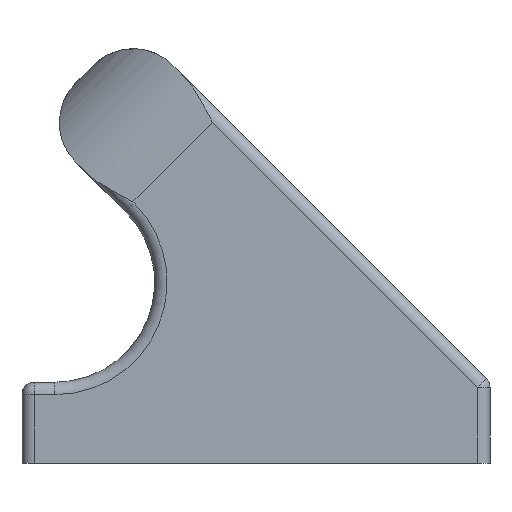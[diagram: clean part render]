
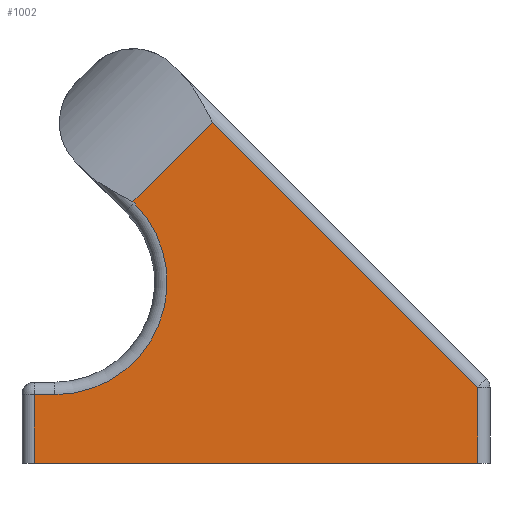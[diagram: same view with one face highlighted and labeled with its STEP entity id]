
A CAD part, left-side view. The second image highlights one B-rep face of the part: STEP entity #1002.
In plain terms, the highlighted planar face has unit normal (-1, 0, 0).
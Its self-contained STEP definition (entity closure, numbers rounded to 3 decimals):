
#80=LINE('',#1789,#163);
#83=LINE('',#1834,#166);
#84=LINE('',#1838,#167);
#85=LINE('',#1840,#168);
#86=LINE('',#1842,#169);
#87=LINE('',#1844,#170);
#88=LINE('',#1845,#171);
#163=VECTOR('',#1303,10.);
#166=VECTOR('',#1312,10.);
#167=VECTOR('',#1315,10.);
#168=VECTOR('',#1316,10.);
#169=VECTOR('',#1317,10.);
#170=VECTOR('',#1318,10.);
#171=VECTOR('',#1319,10.);
#266=FACE_OUTER_BOUND('',#327,.T.);
#327=EDGE_LOOP('',(#791,#792,#793,#794,#795,#796,#797,#798));
#395=CIRCLE('',#1105,9.);
#470=VERTEX_POINT('',#1693);
#475=VERTEX_POINT('',#1756);
#482=VERTEX_POINT('',#1833);
#483=VERTEX_POINT('',#1835);
#484=VERTEX_POINT('',#1837);
#485=VERTEX_POINT('',#1839);
#486=VERTEX_POINT('',#1841);
#487=VERTEX_POINT('',#1843);
#590=EDGE_CURVE('',#470,#475,#80,.T.);
#598=EDGE_CURVE('',#482,#475,#83,.T.);
#599=EDGE_CURVE('',#483,#482,#395,.T.);
#600=EDGE_CURVE('',#484,#483,#84,.T.);
#601=EDGE_CURVE('',#485,#484,#85,.T.);
#602=EDGE_CURVE('',#485,#486,#86,.T.);
#603=EDGE_CURVE('',#487,#486,#87,.T.);
#604=EDGE_CURVE('',#470,#487,#88,.T.);
#791=ORIENTED_EDGE('',*,*,#590,.T.);
#792=ORIENTED_EDGE('',*,*,#598,.F.);
#793=ORIENTED_EDGE('',*,*,#599,.F.);
#794=ORIENTED_EDGE('',*,*,#600,.F.);
#795=ORIENTED_EDGE('',*,*,#601,.F.);
#796=ORIENTED_EDGE('',*,*,#602,.T.);
#797=ORIENTED_EDGE('',*,*,#603,.F.);
#798=ORIENTED_EDGE('',*,*,#604,.F.);
#964=PLANE('',#1104);
#1002=ADVANCED_FACE('',(#266),#964,.F.);
#1104=AXIS2_PLACEMENT_3D('',#1832,#1310,#1311);
#1105=AXIS2_PLACEMENT_3D('',#1836,#1313,#1314);
#1303=DIRECTION('',(0.,0.707,-0.707));
#1310=DIRECTION('center_axis',(1.,0.,0.));
#1311=DIRECTION('ref_axis',(0.,1.,0.));
#1312=DIRECTION('',(0.,0.707,0.707));
#1313=DIRECTION('center_axis',(-1.,0.,0.));
#1314=DIRECTION('ref_axis',(0.,-0.924,-0.383));
#1315=DIRECTION('',(0.,-1.,0.));
#1316=DIRECTION('',(0.,0.,1.));
#1317=DIRECTION('',(0.,-1.,0.));
#1318=DIRECTION('',(0.,0.,-1.));
#1319=DIRECTION('',(0.,-0.707,-0.707));
#1693=CARTESIAN_POINT('',(-30.,2.743,31.329));
#1756=CARTESIAN_POINT('',(-30.,9.107,24.965));
#1789=CARTESIAN_POINT('',(-30.,2.036,32.036));
#1832=CARTESIAN_POINT('Origin',(-30.,-0.75,20.614));
#1833=CARTESIAN_POINT('',(-30.,9.006,24.864));
#1834=CARTESIAN_POINT('',(-30.,5.505,21.362));
#1835=CARTESIAN_POINT('',(-30.,15.37,9.5));
#1836=CARTESIAN_POINT('Origin',(-30.,15.37,18.5));
#1837=CARTESIAN_POINT('',(-30.,17.,9.5));
#1838=CARTESIAN_POINT('',(-30.,8.625,9.5));
#1839=CARTESIAN_POINT('',(-30.,17.,4.));
#1840=CARTESIAN_POINT('',(-30.,17.,12.307));
#1841=CARTESIAN_POINT('',(-30.,-18.5,4.));
#1842=CARTESIAN_POINT('',(-30.,-19.5,4.));
#1843=CARTESIAN_POINT('',(-30.,-18.5,10.086));
#1844=CARTESIAN_POINT('',(-30.,-18.5,15.557));
#1845=CARTESIAN_POINT('',(-30.,1.128,29.714));
